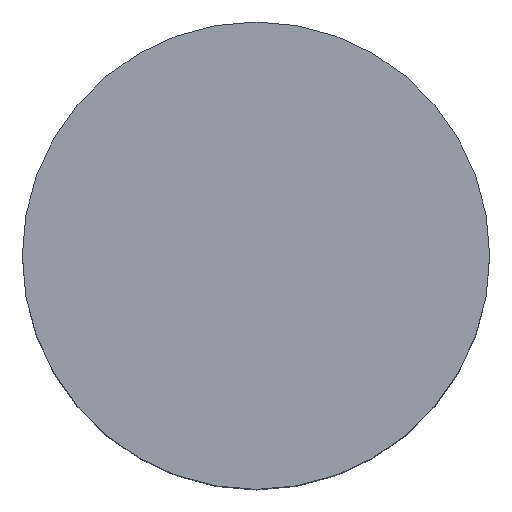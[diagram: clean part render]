
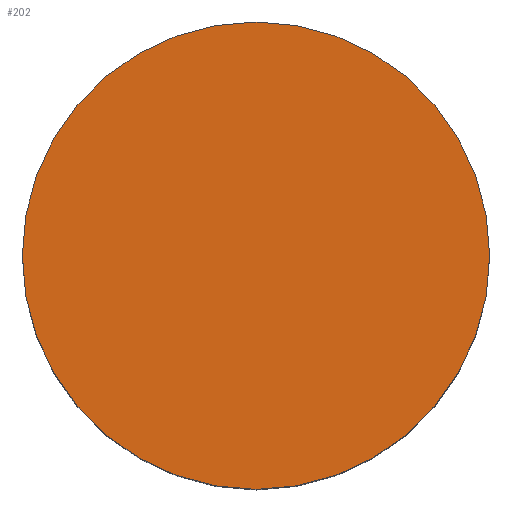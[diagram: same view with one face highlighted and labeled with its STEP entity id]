
A CAD part, top view. The second image highlights one B-rep face of the part: STEP entity #202.
In plain terms, the highlighted planar face has unit normal (0, 0, 1).
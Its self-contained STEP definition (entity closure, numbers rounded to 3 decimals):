
#57=PLANE('',#217);
#68=CIRCLE('',#218,6.);
#81=VERTEX_POINT('',#364);
#108=EDGE_CURVE('',#81,#81,#68,.F.);
#130=ORIENTED_EDGE('',*,*,#108,.T.);
#168=EDGE_LOOP('',(#130));
#185=FACE_BOUND('',#168,.T.);
#202=ADVANCED_FACE('',(#185),#57,.F.);
#217=AXIS2_PLACEMENT_3D('',#362,#245,$);
#218=AXIS2_PLACEMENT_3D('',#363,#246,#247);
#245=DIRECTION('',(0.,0.,-1.));
#246=DIRECTION('',(0.,0.,-1.));
#247=DIRECTION('',(6.,0.,0.));
#362=CARTESIAN_POINT('',(6.,0.,0.));
#363=CARTESIAN_POINT('',(0.,0.,0.));
#364=CARTESIAN_POINT('',(6.,0.,0.));
